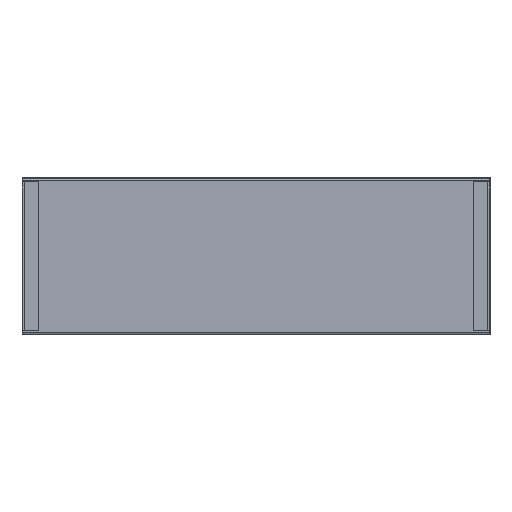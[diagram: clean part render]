
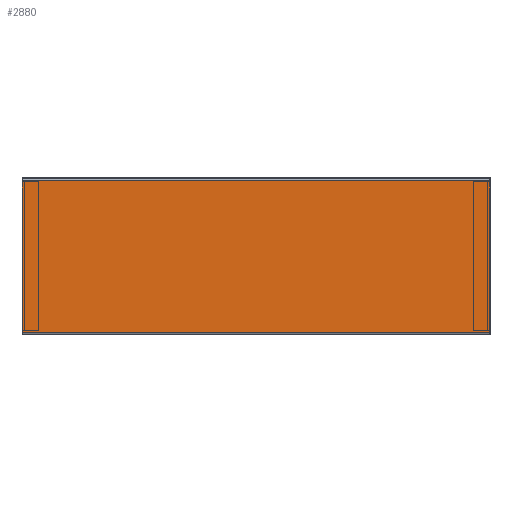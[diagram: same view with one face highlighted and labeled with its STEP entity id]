
A CAD part, left-side view. The second image highlights one B-rep face of the part: STEP entity #2880.
In plain terms, the highlighted planar face has unit normal (-1, 0, 0).
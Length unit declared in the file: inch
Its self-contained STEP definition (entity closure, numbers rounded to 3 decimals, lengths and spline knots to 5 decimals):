
#243 = CARTESIAN_POINT ( 'NONE',  ( -9., -9., 5.914 ) ) ;
#497 = EDGE_CURVE ( 'NONE', #4131, #4024, #3707, .T. ) ;
#597 = LINE ( 'NONE', #3136, #3030 ) ;
#630 = VECTOR ( 'NONE', #1115, 39.37008 ) ;
#964 = CARTESIAN_POINT ( 'NONE',  ( -9., 9., 0.047 ) ) ;
#1017 = ORIENTED_EDGE ( 'NONE', *, *, #1118, .F. ) ;
#1115 = DIRECTION ( 'NONE',  ( 0., 0., 1. ) ) ;
#1118 = EDGE_CURVE ( 'NONE', #1964, #2098, #2855, .T. ) ;
#1146 = VECTOR ( 'NONE', #5997, 39.37008 ) ;
#1214 = VECTOR ( 'NONE', #4304, 39.37008 ) ;
#1348 = ORIENTED_EDGE ( 'NONE', *, *, #5269, .T. ) ;
#1964 = VERTEX_POINT ( 'NONE', #4879 ) ;
#2098 = VERTEX_POINT ( 'NONE', #4944 ) ;
#2126 = EDGE_CURVE ( 'NONE', #1964, #4024, #5625, .T. ) ;
#2154 = DIRECTION ( 'NONE',  ( 0., 0., -1. ) ) ;
#2466 = FACE_OUTER_BOUND ( 'NONE', #5987, .T. ) ;
#2720 = AXIS2_PLACEMENT_3D ( 'NONE', #964, #5898, #4978 ) ;
#2833 = CARTESIAN_POINT ( 'NONE',  ( -9., 9., 5.914 ) ) ;
#2855 = LINE ( 'NONE', #6432, #1146 ) ;
#2880 = ADVANCED_FACE ( 'NONE', ( #2466 ), #3427, .T. ) ;
#3030 = VECTOR ( 'NONE', #2154, 39.37008 ) ;
#3136 = CARTESIAN_POINT ( 'NONE',  ( -9., 9., 0.057 ) ) ;
#3427 = PLANE ( 'NONE',  #2720 ) ;
#3707 = LINE ( 'NONE', #243, #1214 ) ;
#3983 = CARTESIAN_POINT ( 'NONE',  ( -9., -9., 0.057 ) ) ;
#4024 = VERTEX_POINT ( 'NONE', #6186 ) ;
#4131 = VERTEX_POINT ( 'NONE', #2833 ) ;
#4304 = DIRECTION ( 'NONE',  ( 0., -1., 0. ) ) ;
#4879 = CARTESIAN_POINT ( 'NONE',  ( -9., -9., 0.086 ) ) ;
#4944 = CARTESIAN_POINT ( 'NONE',  ( -9., 9., 0.086 ) ) ;
#4978 = DIRECTION ( 'NONE',  ( 0., 0., 1. ) ) ;
#5269 = EDGE_CURVE ( 'NONE', #4131, #2098, #597, .T. ) ;
#5625 = LINE ( 'NONE', #3983, #630 ) ;
#5652 = ORIENTED_EDGE ( 'NONE', *, *, #2126, .T. ) ;
#5738 = ORIENTED_EDGE ( 'NONE', *, *, #497, .F. ) ;
#5898 = DIRECTION ( 'NONE',  ( -1., 0., 0. ) ) ;
#5987 = EDGE_LOOP ( 'NONE', ( #1348, #1017, #5652, #5738 ) ) ;
#5997 = DIRECTION ( 'NONE',  ( 0., 1., 0. ) ) ;
#6186 = CARTESIAN_POINT ( 'NONE',  ( -9., -9., 5.914 ) ) ;
#6432 = CARTESIAN_POINT ( 'NONE',  ( -9., -9., 0.086 ) ) ;
